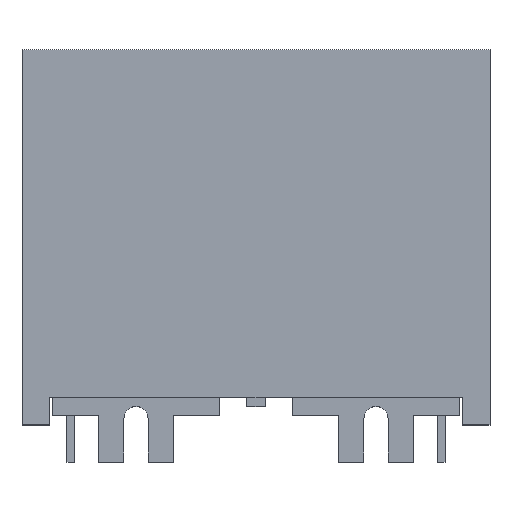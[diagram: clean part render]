
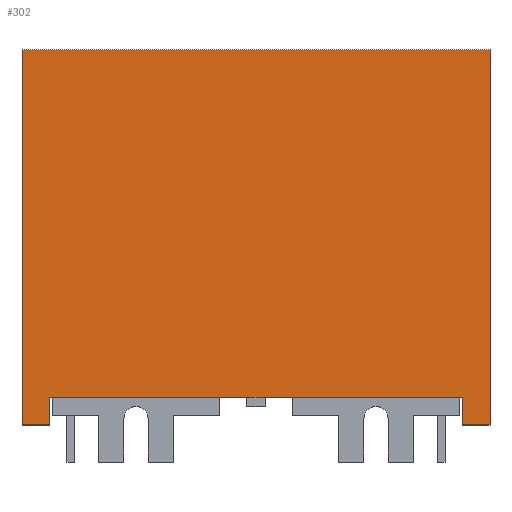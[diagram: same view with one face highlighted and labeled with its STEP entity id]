
A CAD part, top view. The second image highlights one B-rep face of the part: STEP entity #302.
In plain terms, the highlighted planar face has unit normal (0, 0, 1).
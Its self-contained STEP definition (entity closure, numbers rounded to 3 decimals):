
#37 = ORIENTED_EDGE ( 'NONE', *, *, #46, .T. ) ;
#46 = EDGE_CURVE ( 'NONE', #289, #824, #1017, .T. ) ;
#92 = EDGE_LOOP ( 'NONE', ( #147, #874, #37, #804, #834, #755, #770, #319 ) ) ;
#118 = EDGE_CURVE ( 'NONE', #284, #289, #1612, .T. ) ;
#147 = ORIENTED_EDGE ( 'NONE', *, *, #321, .T. ) ;
#284 = VERTEX_POINT ( 'NONE', #1144 ) ;
#289 = VERTEX_POINT ( 'NONE', #1222 ) ;
#302 = ADVANCED_FACE ( 'NONE', ( #1451 ), #1468, .F. ) ;
#316 = EDGE_CURVE ( 'NONE', #745, #851, #1666, .T. ) ;
#319 = ORIENTED_EDGE ( 'NONE', *, *, #398, .F. ) ;
#321 = EDGE_CURVE ( 'NONE', #675, #284, #1705, .T. ) ;
#324 = VERTEX_POINT ( 'NONE', #1789 ) ;
#398 = EDGE_CURVE ( 'NONE', #675, #745, #1964, .T. ) ;
#517 = CARTESIAN_POINT ( 'NONE',  ( 45.25, 40.5, 30.85 ) ) ;
#524 = LINE ( 'NONE', #525, #526 ) ;
#525 = CARTESIAN_POINT ( 'NONE',  ( 42.25, -4.104, 30.85 ) ) ;
#526 = VECTOR ( 'NONE', #527, 1000. ) ;
#527 = DIRECTION ( 'NONE',  ( 0., 1., 0. ) ) ;
#554 = LINE ( 'NONE', #555, #556 ) ;
#555 = CARTESIAN_POINT ( 'NONE',  ( -5.25, 3., 30.85 ) ) ;
#556 = VECTOR ( 'NONE', #557, 1000. ) ;
#557 = DIRECTION ( 'NONE',  ( 1., 0., 0. ) ) ;
#675 = VERTEX_POINT ( 'NONE', #2157 ) ;
#745 = VERTEX_POINT ( 'NONE', #517 ) ;
#755 = ORIENTED_EDGE ( 'NONE', *, *, #1491, .T. ) ;
#770 = ORIENTED_EDGE ( 'NONE', *, *, #316, .F. ) ;
#804 = ORIENTED_EDGE ( 'NONE', *, *, #926, .T. ) ;
#824 = VERTEX_POINT ( 'NONE', #1865 ) ;
#834 = ORIENTED_EDGE ( 'NONE', *, *, #889, .F. ) ;
#846 = VERTEX_POINT ( 'NONE', #2021 ) ;
#851 = VERTEX_POINT ( 'NONE', #2058 ) ;
#874 = ORIENTED_EDGE ( 'NONE', *, *, #118, .T. ) ;
#889 = EDGE_CURVE ( 'NONE', #846, #324, #524, .T. ) ;
#926 = EDGE_CURVE ( 'NONE', #824, #324, #554, .T. ) ;
#1017 = LINE ( 'NONE', #1018, #1019 ) ;
#1018 = CARTESIAN_POINT ( 'NONE',  ( -2.25, -4.104, 30.85 ) ) ;
#1019 = VECTOR ( 'NONE', #1020, 1000. ) ;
#1020 = DIRECTION ( 'NONE',  ( 0., 1., 0. ) ) ;
#1144 = CARTESIAN_POINT ( 'NONE',  ( -5.25, 0., 30.85 ) ) ;
#1222 = CARTESIAN_POINT ( 'NONE',  ( -2.25, 0., 30.85 ) ) ;
#1300 = LINE ( 'NONE', #1301, #1302 ) ;
#1301 = CARTESIAN_POINT ( 'NONE',  ( 45.25, 0., 30.85 ) ) ;
#1302 = VECTOR ( 'NONE', #1303, 1000. ) ;
#1303 = DIRECTION ( 'NONE',  ( 1., 0., 0. ) ) ;
#1451 = FACE_OUTER_BOUND ( 'NONE', #92, .T. ) ;
#1468 = PLANE ( 'NONE',  #1474 ) ;
#1474 = AXIS2_PLACEMENT_3D ( 'NONE', #1475, #1476, #1477 ) ;
#1475 = CARTESIAN_POINT ( 'NONE',  ( -5.25, 40.5, 30.85 ) ) ;
#1476 = DIRECTION ( 'NONE',  ( 0., 0., -1. ) ) ;
#1477 = DIRECTION ( 'NONE',  ( -1., 0., 0. ) ) ;
#1491 = EDGE_CURVE ( 'NONE', #846, #851, #1300, .T. ) ;
#1612 = LINE ( 'NONE', #1613, #1614 ) ;
#1613 = CARTESIAN_POINT ( 'NONE',  ( -5.25, 0., 30.85 ) ) ;
#1614 = VECTOR ( 'NONE', #1615, 1000. ) ;
#1615 = DIRECTION ( 'NONE',  ( 1., 0., 0. ) ) ;
#1666 = LINE ( 'NONE', #1667, #1668 ) ;
#1667 = CARTESIAN_POINT ( 'NONE',  ( 45.25, 40.5, 30.85 ) ) ;
#1668 = VECTOR ( 'NONE', #1671, 1000. ) ;
#1671 = DIRECTION ( 'NONE',  ( 0., -1., 0. ) ) ;
#1705 = LINE ( 'NONE', #1706, #1707 ) ;
#1706 = CARTESIAN_POINT ( 'NONE',  ( -5.25, 40.5, 30.85 ) ) ;
#1707 = VECTOR ( 'NONE', #1708, 1000. ) ;
#1708 = DIRECTION ( 'NONE',  ( 0., -1., 0. ) ) ;
#1789 = CARTESIAN_POINT ( 'NONE',  ( 42.25, 3., 30.85 ) ) ;
#1865 = CARTESIAN_POINT ( 'NONE',  ( -2.25, 3., 30.85 ) ) ;
#1964 = LINE ( 'NONE', #1965, #1966 ) ;
#1965 = CARTESIAN_POINT ( 'NONE',  ( -5.25, 40.5, 30.85 ) ) ;
#1966 = VECTOR ( 'NONE', #1967, 1000. ) ;
#1967 = DIRECTION ( 'NONE',  ( 1., 0., 0. ) ) ;
#2021 = CARTESIAN_POINT ( 'NONE',  ( 42.25, 0., 30.85 ) ) ;
#2058 = CARTESIAN_POINT ( 'NONE',  ( 45.25, 0., 30.85 ) ) ;
#2157 = CARTESIAN_POINT ( 'NONE',  ( -5.25, 40.5, 30.85 ) ) ;
